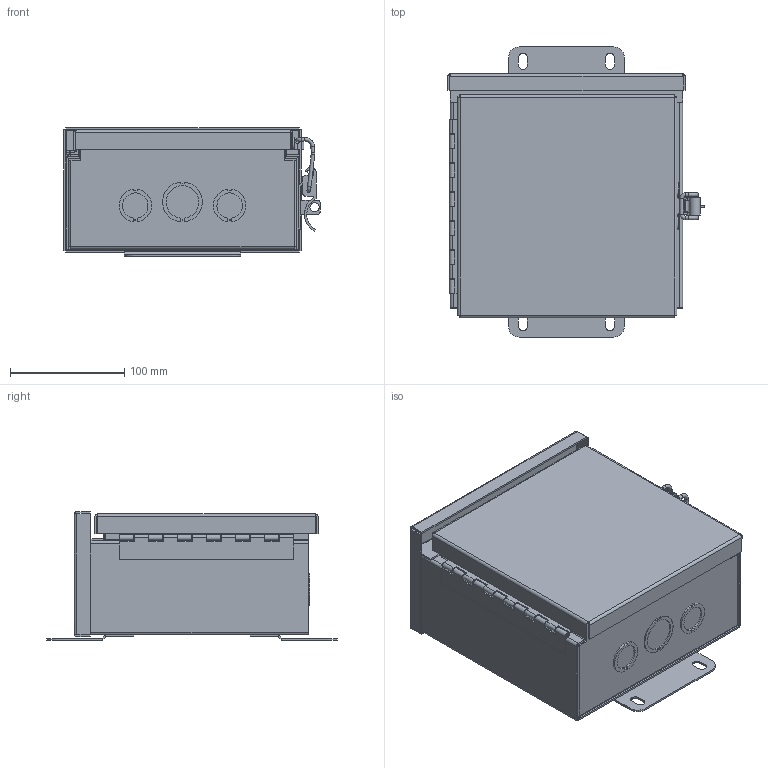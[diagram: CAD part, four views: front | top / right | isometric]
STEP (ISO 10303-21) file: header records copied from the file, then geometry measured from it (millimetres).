
FILE_DESCRIPTION(/* description */ ('BACK,RHC,16GA,CS,8X8X4'),/* implementation_level */ '2;1');
FILE_NAME(/* name */ 'RHC080804.stp',/* time_stamp */ '2014-06-27T12:22:17+06:00',/* author */ ('dc'),/* organization */ (''),/* preprocessor_version */ 'ST-DEVELOPER v15.2',/* originating_system */ 'Autodesk Inventor 2014',/* authorisation */ '');
FILE_SCHEMA (('AUTOMOTIVE_DESIGN { 1 0 10303 214 3 1 1 }'));
Length unit declared in the file: inch
Products named in the file (17): RHC884BKPA; RHC84EWPA; RHC84CPA; RHC08ABOVEDRPA; RHC88LPA; 34881; H4050301_TH; H4050301_LH; H4050301_P; H4050301; 35015; 35014-1; 35014-3; 35014-2; 35014; 3499; Small RHC-assm
Bounding box: 224.63 x 254 x 112.78 mm (x, y, z)
Volume: 362147.4 mm3; surface area: 471107.2 mm2
Topology: 21 solids, 23 shells, 584 faces, 1400 edges, 867 vertices
Faces by surface type: plane 381, cylinder 163, bspline 32, torus 8
Full cylindrical faces by diameter (mm): 2.54 x1, 2.957 x12, 3.175 x9, 3.302 x2, 3.962 x4, 7.62 x4, 8.001 x1, 15.875 x4
Entity records: 16265 total; most frequent: CARTESIAN_POINT 3302, DIRECTION 2520, ORIENTED_EDGE 2494, EDGE_CURVE 1223, LINE 926, VECTOR 926, AXIS2_PLACEMENT_3D 797, VERTEX_POINT 769
